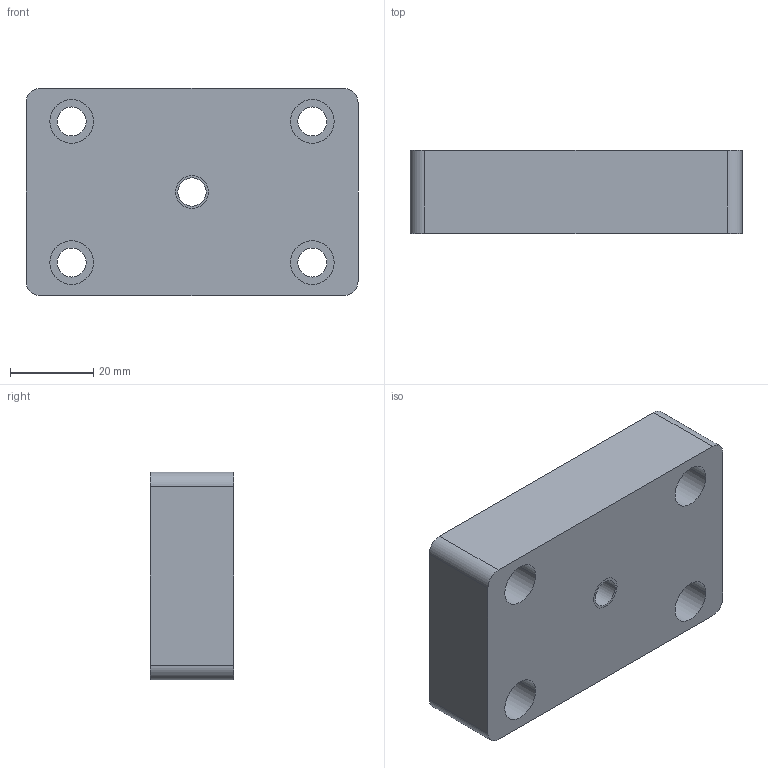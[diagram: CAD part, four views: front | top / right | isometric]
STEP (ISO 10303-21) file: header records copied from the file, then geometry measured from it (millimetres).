
FILE_DESCRIPTION((''),'2;1');
FILE_NAME('JC35TT-0101','2021-01-06T16:07:23',('sa'),('捷昌驱动'),'CREO PARAMETRIC BY PTC INC, 2018100','CREO PARAMETRIC BY PTC INC, 2018100','');
FILE_SCHEMA(('CONFIG_CONTROL_DESIGN'));
Length unit declared in the file: millimetre
Products named in the file (1): JC35TT-0101
Bounding box: 80 x 20 x 50 mm (x, y, z)
Volume: 38712.6 mm3; surface area: 24186.7 mm2
Topology: 1 solids, 2 shells, 295 faces, 801 edges, 534 vertices
Faces by surface type: extrusion 138, plane 119, cylinder 38
Entity records: 9826 total; most frequent: CARTESIAN_POINT 2774, ORIENTED_EDGE 1598, DIRECTION 1055, EDGE_CURVE 801, VECTOR 587, VERTEX_POINT 534, LINE 449, B_SPLINE_CURVE_WITH_KNOTS 414
